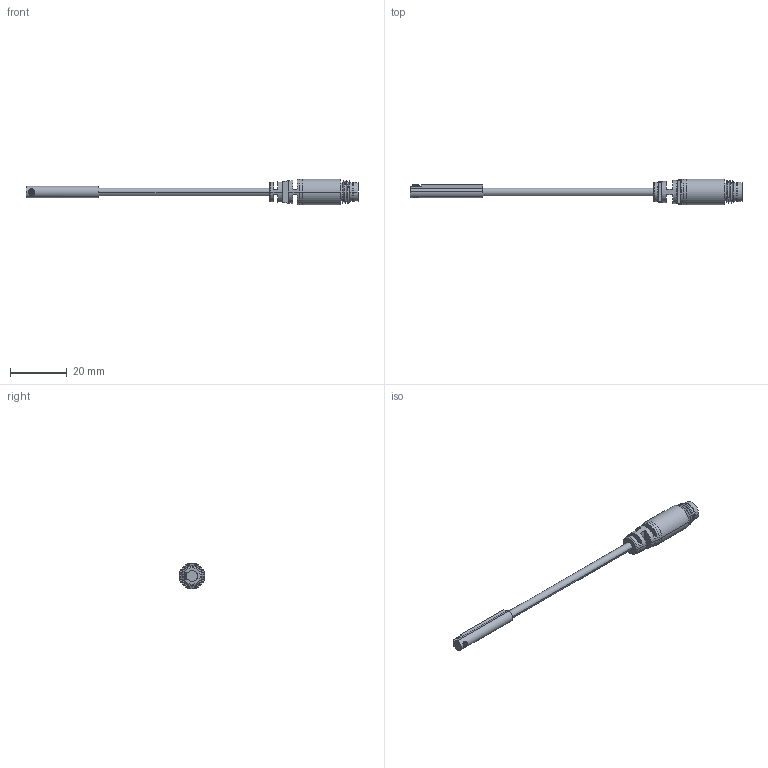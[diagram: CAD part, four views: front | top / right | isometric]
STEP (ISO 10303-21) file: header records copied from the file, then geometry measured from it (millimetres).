
FILE_DESCRIPTION((''),'2;1');
FILE_NAME('C1671','2017-04-24T',('USER'),(''),'CREO PARAMETRIC BY PTC INC, 2016260','CREO PARAMETRIC BY PTC INC, 2016260','');
FILE_SCHEMA(('CONFIG_CONTROL_DESIGN'));
Length unit declared in the file: millimetre
Products named in the file (1): C1671
Bounding box: 116.5 x 9 x 9 mm (x, y, z)
Volume: 2085.2 mm3; surface area: 2279.5 mm2
Topology: 1 solids, 1 shells, 186 faces, 515 edges, 338 vertices
Faces by surface type: cylinder 93, plane 50, bspline 22, cone 13, sphere 6, torus 2
Entity records: 13708 total; most frequent: CARTESIAN_POINT 9354, ORIENTED_EDGE 1014, DIRECTION 719, EDGE_CURVE 507, VERTEX_POINT 338, AXIS2_PLACEMENT_3D 276, B_SPLINE_CURVE_WITH_KNOTS 228, EDGE_LOOP 205
